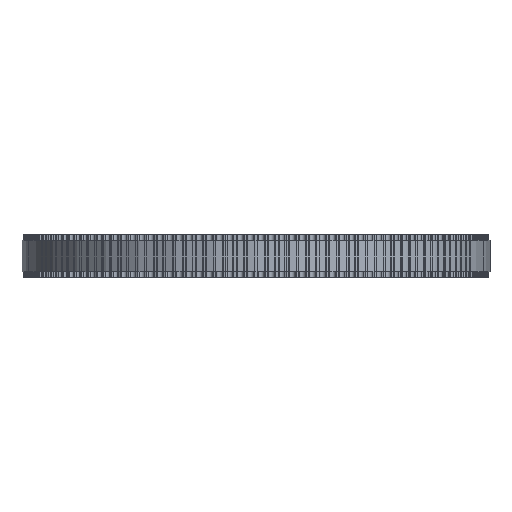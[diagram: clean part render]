
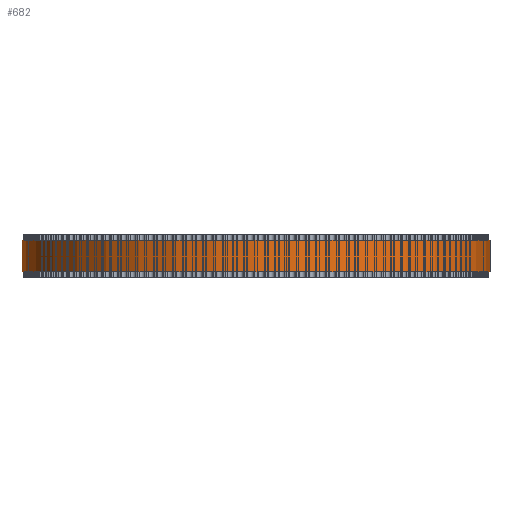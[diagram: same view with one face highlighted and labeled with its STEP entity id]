
A CAD part, front view. The second image highlights one B-rep face of the part: STEP entity #682.
In plain terms, the highlighted cylindrical face has radius 44.563 mm (diameter 89.127 mm), a full revolution.
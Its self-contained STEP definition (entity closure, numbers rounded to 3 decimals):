
#97=FACE_BOUND('',#2368,.T.);
#98=FACE_BOUND('',#2369,.T.);
#682=ADVANCED_FACE('',(#97,#98),#1243,.T.);
#1243=CYLINDRICAL_SURFACE('',#12463,44.563);
#2368=EDGE_LOOP('',(#6850));
#2369=EDGE_LOOP('',(#6851));
#6850=ORIENTED_EDGE('',*,*,#9654,.T.);
#6851=ORIENTED_EDGE('',*,*,#9655,.T.);
#7972=VERTEX_POINT('',#19760);
#7973=VERTEX_POINT('',#19762);
#9654=EDGE_CURVE('',#7972,#7972,#10776,.T.);
#9655=EDGE_CURVE('',#7973,#7973,#10777,.T.);
#10776=CIRCLE('',#12461,44.563);
#10777=CIRCLE('',#12462,44.563);
#12461=AXIS2_PLACEMENT_3D('',#19759,#16390,#16391);
#12462=AXIS2_PLACEMENT_3D('',#19761,#16392,#16393);
#12463=AXIS2_PLACEMENT_3D('',#19763,#16394,#16395);
#16390=DIRECTION('',(0.,0.,1.));
#16391=DIRECTION('',(1.,0.,0.));
#16392=DIRECTION('',(0.,0.,-1.));
#16393=DIRECTION('',(1.,0.,0.));
#16394=DIRECTION('',(0.,0.,1.));
#16395=DIRECTION('',(1.,0.,0.));
#19759=CARTESIAN_POINT('',(0.,0.,1.));
#19760=CARTESIAN_POINT('',(44.563,0.,1.));
#19761=CARTESIAN_POINT('',(0.,0.,7.));
#19762=CARTESIAN_POINT('',(44.563,0.,7.));
#19763=CARTESIAN_POINT('',(0.,0.,1.));
